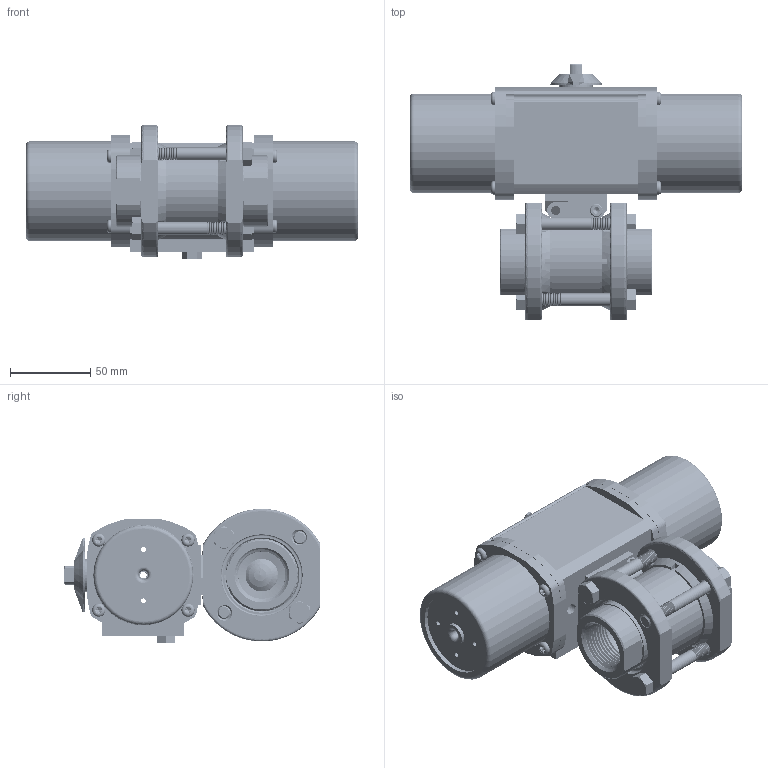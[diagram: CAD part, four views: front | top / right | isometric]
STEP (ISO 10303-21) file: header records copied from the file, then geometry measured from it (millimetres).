
FILE_DESCRIPTION (( 'STEP AP203' ), '1' );
FILE_NAME ('28XXSESA512SR.step', '2018-04-11T12:04:48', ( '' ), ( '' ), 'SwSTEP 2.0', 'SolidWorks 2017', '' );
FILE_SCHEMA (( 'CONFIG_CONTROL_DESIGN' ));
Products named in the file (1): 28XXSESA512SR
Bounding box: 206.38 x 159.47 x 83.5 mm (x, y, z)
Volume: 581896 mm3; surface area: 248115.6 mm2
Topology: 42 solids, 42 shells, 3749 faces, 10070 edges, 6383 vertices
Faces by surface type: cylinder 2081, cone 890, plane 511, bspline 137, torus 128, sphere 2
Entity records: 188809 total; most frequent: CARTESIAN_POINT 100973, ORIENTED_EDGE 19920, DIRECTION 17556, EDGE_CURVE 9960, AXIS2_PLACEMENT_3D 6978, VERTEX_POINT 6379, EDGE_LOOP 4003, ADVANCED_FACE 3749
